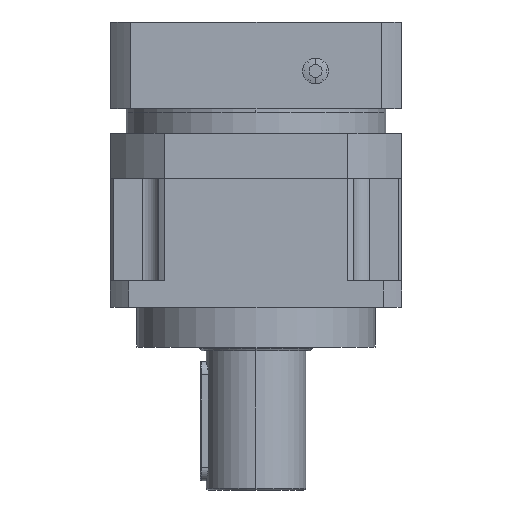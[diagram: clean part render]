
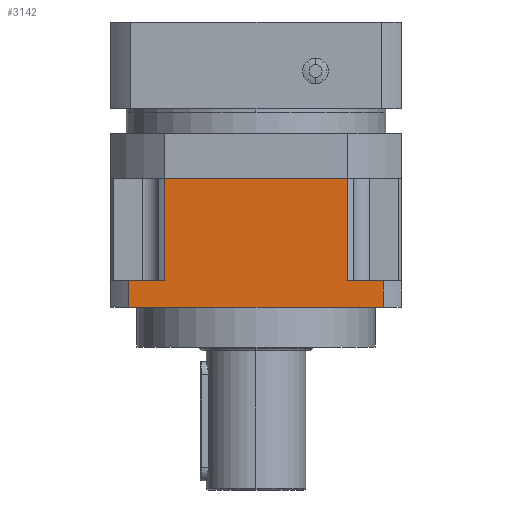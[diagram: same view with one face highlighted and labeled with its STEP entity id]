
A CAD part, front view. The second image highlights one B-rep face of the part: STEP entity #3142.
In plain terms, the highlighted planar face has unit normal (0, -1, 0).
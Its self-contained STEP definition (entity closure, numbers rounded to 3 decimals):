
#262 = EDGE_CURVE ( 'NONE', #6414, #19077, #17153, .T. ) ;
#1218 = VERTEX_POINT ( 'NONE', #2329 ) ;
#1367 = DIRECTION ( 'NONE',  ( -1., 0., 0. ) ) ;
#2107 = VECTOR ( 'NONE', #12314, 1000. ) ;
#2329 = CARTESIAN_POINT ( 'NONE',  ( 96., -110., -77.5 ) ) ;
#2397 = EDGE_CURVE ( 'NONE', #7922, #19077, #13853, .T. ) ;
#2422 = CARTESIAN_POINT ( 'NONE',  ( -96., -110., -97.5 ) ) ;
#2588 = LINE ( 'NONE', #12832, #12249 ) ;
#2761 = VECTOR ( 'NONE', #4405, 1000. ) ;
#2976 = ORIENTED_EDGE ( 'NONE', *, *, #11191, .F. ) ;
#3142 = ADVANCED_FACE ( 'NONE', ( #15576 ), #13882, .T. ) ;
#3409 = VERTEX_POINT ( 'NONE', #15764 ) ;
#3632 = DIRECTION ( 'NONE',  ( 0., 0., -1. ) ) ;
#4405 = DIRECTION ( 'NONE',  ( 0., 0., -1. ) ) ;
#4653 = AXIS2_PLACEMENT_3D ( 'NONE', #5319, #12178, #3632 ) ;
#4667 = VECTOR ( 'NONE', #6863, 1000. ) ;
#5319 = CARTESIAN_POINT ( 'NONE',  ( 96., -110., -77.5 ) ) ;
#5409 = VERTEX_POINT ( 'NONE', #9884 ) ;
#5449 = LINE ( 'NONE', #17723, #2107 ) ;
#5886 = DIRECTION ( 'NONE',  ( 0., 0., -1. ) ) ;
#6414 = VERTEX_POINT ( 'NONE', #7752 ) ;
#6863 = DIRECTION ( 'NONE',  ( -1., 0., 0. ) ) ;
#6965 = VERTEX_POINT ( 'NONE', #7609 ) ;
#7106 = DIRECTION ( 'NONE',  ( 0., 0., -1. ) ) ;
#7609 = CARTESIAN_POINT ( 'NONE',  ( -69.282, -110., -77.5 ) ) ;
#7752 = CARTESIAN_POINT ( 'NONE',  ( -96., -110., -77.5 ) ) ;
#7884 = ORIENTED_EDGE ( 'NONE', *, *, #8725, .F. ) ;
#7922 = VERTEX_POINT ( 'NONE', #18103 ) ;
#8315 = CARTESIAN_POINT ( 'NONE',  ( -69.282, -110., 0. ) ) ;
#8725 = EDGE_CURVE ( 'NONE', #1218, #7922, #18588, .T. ) ;
#8922 = VECTOR ( 'NONE', #5886, 1000. ) ;
#9058 = VECTOR ( 'NONE', #7106, 1000. ) ;
#9793 = CARTESIAN_POINT ( 'NONE',  ( 96., -110., -77.5 ) ) ;
#9884 = CARTESIAN_POINT ( 'NONE',  ( 69.282, -110., 0. ) ) ;
#10018 = CARTESIAN_POINT ( 'NONE',  ( 96., -110., -77.5 ) ) ;
#10254 = CARTESIAN_POINT ( 'NONE',  ( 96., -110., -97.5 ) ) ;
#10375 = ORIENTED_EDGE ( 'NONE', *, *, #11216, .F. ) ;
#11191 = EDGE_CURVE ( 'NONE', #15612, #5409, #5449, .T. ) ;
#11216 = EDGE_CURVE ( 'NONE', #5409, #3409, #21221, .T. ) ;
#12178 = DIRECTION ( 'NONE',  ( 0., -1., 0. ) ) ;
#12249 = VECTOR ( 'NONE', #19930, 1000. ) ;
#12314 = DIRECTION ( 'NONE',  ( 1., 0., 0. ) ) ;
#12620 = EDGE_CURVE ( 'NONE', #15612, #6965, #2588, .T. ) ;
#12832 = CARTESIAN_POINT ( 'NONE',  ( -69.282, -110., 0. ) ) ;
#13068 = ORIENTED_EDGE ( 'NONE', *, *, #2397, .F. ) ;
#13853 = LINE ( 'NONE', #10254, #4667 ) ;
#13882 = PLANE ( 'NONE',  #4653 ) ;
#13946 = LINE ( 'NONE', #17540, #16507 ) ;
#14096 = CARTESIAN_POINT ( 'NONE',  ( -96., -110., -77.5 ) ) ;
#14449 = CARTESIAN_POINT ( 'NONE',  ( 69.282, -110., 0. ) ) ;
#15051 = ORIENTED_EDGE ( 'NONE', *, *, #12620, .T. ) ;
#15576 = FACE_OUTER_BOUND ( 'NONE', #20432, .T. ) ;
#15612 = VERTEX_POINT ( 'NONE', #8315 ) ;
#15764 = CARTESIAN_POINT ( 'NONE',  ( 69.282, -110., -77.5 ) ) ;
#16278 = ORIENTED_EDGE ( 'NONE', *, *, #262, .T. ) ;
#16507 = VECTOR ( 'NONE', #20492, 1000. ) ;
#16785 = LINE ( 'NONE', #9793, #20184 ) ;
#17153 = LINE ( 'NONE', #14096, #9058 ) ;
#17256 = ORIENTED_EDGE ( 'NONE', *, *, #21862, .T. ) ;
#17540 = CARTESIAN_POINT ( 'NONE',  ( 96., -110., -77.5 ) ) ;
#17723 = CARTESIAN_POINT ( 'NONE',  ( 69.282, -110., 0. ) ) ;
#18103 = CARTESIAN_POINT ( 'NONE',  ( 96., -110., -97.5 ) ) ;
#18588 = LINE ( 'NONE', #10018, #2761 ) ;
#19077 = VERTEX_POINT ( 'NONE', #2422 ) ;
#19558 = EDGE_CURVE ( 'NONE', #6965, #6414, #13946, .T. ) ;
#19930 = DIRECTION ( 'NONE',  ( 0., 0., -1. ) ) ;
#20184 = VECTOR ( 'NONE', #1367, 1000. ) ;
#20432 = EDGE_LOOP ( 'NONE', ( #13068, #7884, #17256, #10375, #2976, #15051, #21520, #16278 ) ) ;
#20492 = DIRECTION ( 'NONE',  ( -1., 0., 0. ) ) ;
#21221 = LINE ( 'NONE', #14449, #8922 ) ;
#21520 = ORIENTED_EDGE ( 'NONE', *, *, #19558, .T. ) ;
#21862 = EDGE_CURVE ( 'NONE', #1218, #3409, #16785, .T. ) ;
